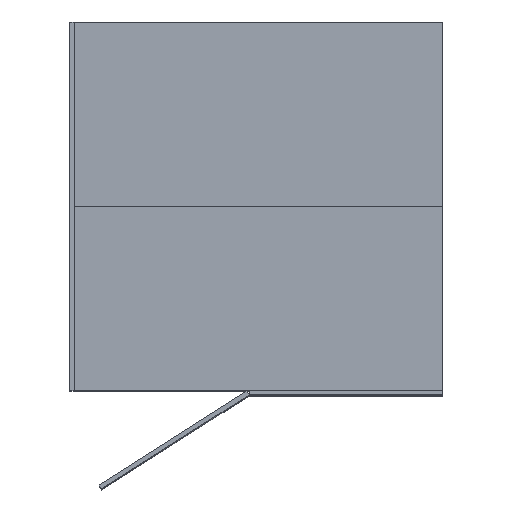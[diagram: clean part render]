
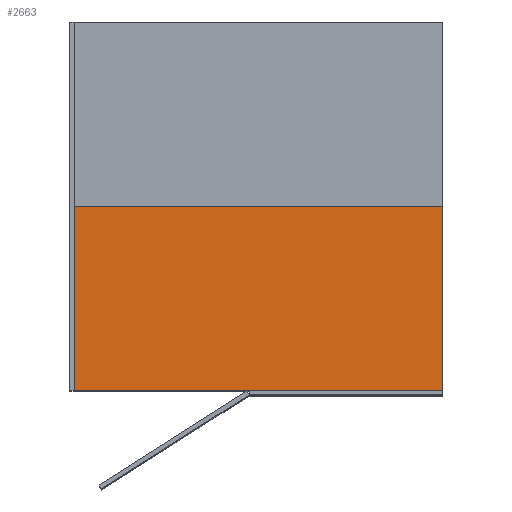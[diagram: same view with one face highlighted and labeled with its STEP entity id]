
A CAD part, top view. The second image highlights one B-rep face of the part: STEP entity #2663.
In plain terms, the highlighted planar face has unit normal (0, 0, 1).
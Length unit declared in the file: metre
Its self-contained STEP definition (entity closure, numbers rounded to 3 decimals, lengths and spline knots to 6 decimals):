
#550=ORIENTED_EDGE('',*,*,#1093,.F.);
#551=ORIENTED_EDGE('',*,*,#1097,.T.);
#552=ORIENTED_EDGE('',*,*,#1100,.T.);
#553=ORIENTED_EDGE('',*,*,#1102,.F.);
#1093=EDGE_CURVE('',#1399,#1400,#1580,.T.);
#1097=EDGE_CURVE('',#1399,#1402,#1584,.T.);
#1100=EDGE_CURVE('',#1402,#1404,#1587,.T.);
#1102=EDGE_CURVE('',#1400,#1404,#1589,.T.);
#1399=VERTEX_POINT('',#5222);
#1400=VERTEX_POINT('',#5224);
#1402=VERTEX_POINT('',#5230);
#1404=VERTEX_POINT('',#5236);
#1580=LINE('',#5223,#1833);
#1584=LINE('',#5231,#1837);
#1587=LINE('',#5237,#1840);
#1589=LINE('',#5240,#1842);
#1833=VECTOR('',#3405,1.);
#1837=VECTOR('',#3411,1.);
#1840=VECTOR('',#3416,1.);
#1842=VECTOR('',#3420,1.);
#2156=EDGE_LOOP('',(#550,#551,#552,#553));
#2369=FACE_BOUND('',#2156,.T.);
#2498=PLANE('',#3090);
#2663=ADVANCED_FACE('',(#2369),#2498,.T.);
#3090=AXIS2_PLACEMENT_3D('',#5241,#3421,#3422);
#3405=DIRECTION('',(1.,0.,0.));
#3411=DIRECTION('',(0.,-1.,0.));
#3416=DIRECTION('',(1.,0.,0.));
#3420=DIRECTION('',(0.,-1.,0.));
#3421=DIRECTION('',(0.,0.,1.));
#3422=DIRECTION('',(1.,0.,0.));
#5222=CARTESIAN_POINT('',(-0.196897,0.202045,0.005));
#5223=CARTESIAN_POINT('',(-0.096897,0.202045,0.005));
#5224=CARTESIAN_POINT('',(0.003103,0.202045,0.005));
#5230=CARTESIAN_POINT('',(-0.196897,-0.197955,0.005));
#5231=CARTESIAN_POINT('',(-0.196897,0.002045,0.005));
#5236=CARTESIAN_POINT('',(0.003103,-0.197955,0.005));
#5237=CARTESIAN_POINT('',(-0.096897,-0.197955,0.005));
#5240=CARTESIAN_POINT('',(0.003103,0.002045,0.005));
#5241=CARTESIAN_POINT('',(-0.096897,0.002045,0.005));
